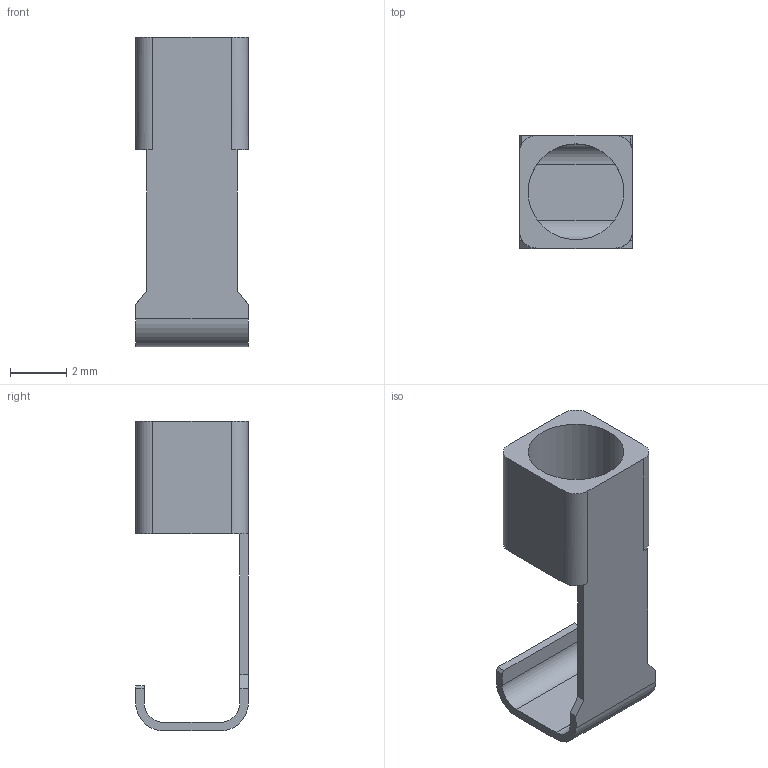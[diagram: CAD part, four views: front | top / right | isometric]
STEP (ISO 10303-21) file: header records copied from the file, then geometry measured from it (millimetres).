
FILE_DESCRIPTION (( 'STEP AP214' ), '1' );
FILE_NAME ('AVX-70-9296-001-004-006.STEP', '2018-12-14T13:11:57', ( '' ), ( '' ), 'SwSTEP 2.0', 'SolidWorks 2018', '' );
FILE_SCHEMA (( 'AUTOMOTIVE_DESIGN' ));
Length unit declared in the file: millimetre
Products named in the file (2): AVX-70-9296-001-004-006; AVX-70-9296-001-004-006_70-9296-001-004-006
Assembly tree (1 placements, depth 2):
  AVX-70-9296-001-004-006
    AVX-70-9296-001-004-006_70-9296-001-004-006
Bounding box: 4 x 4 x 11 mm (x, y, z)
Volume: 38.6 mm3; surface area: 206.7 mm2
Topology: 1 solids, 1 shells, 66 faces, 180 edges, 119 vertices
Faces by surface type: plane 56, cylinder 10
Entity records: 2126 total; most frequent: CARTESIAN_POINT 376, ORIENTED_EDGE 360, DIRECTION 336, EDGE_CURVE 180, LINE 150, VECTOR 150, VERTEX_POINT 119, AXIS2_PLACEMENT_3D 93
